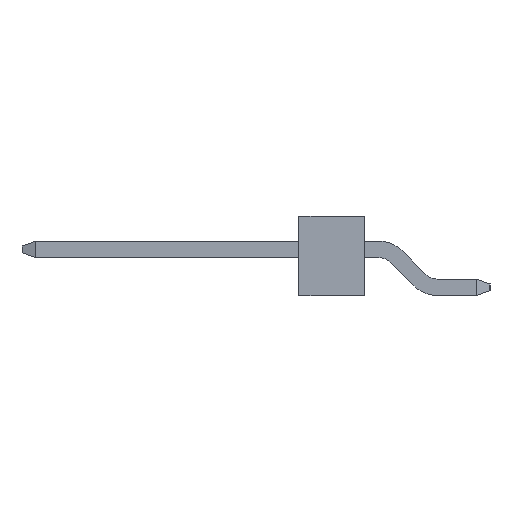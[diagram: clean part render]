
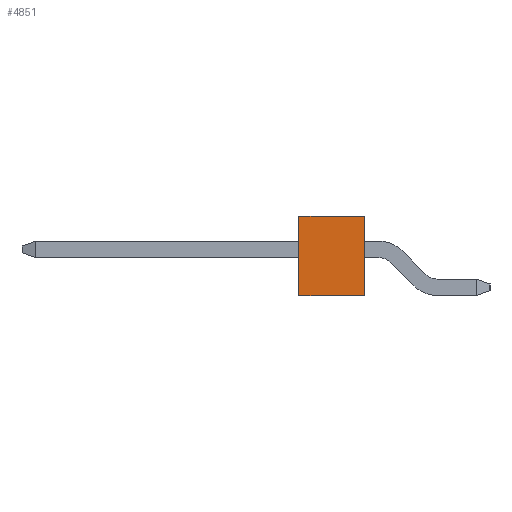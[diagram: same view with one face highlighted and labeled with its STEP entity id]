
A CAD part, left-side view. The second image highlights one B-rep face of the part: STEP entity #4851.
In plain terms, the highlighted face is planar.
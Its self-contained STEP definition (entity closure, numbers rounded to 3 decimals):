
#954 = VERTEX_POINT('',#955);
#955 = CARTESIAN_POINT('',(19.05,-1.524,-1.27));
#961 = EDGE_CURVE('',#962,#954,#964,.T.);
#962 = VERTEX_POINT('',#963);
#963 = CARTESIAN_POINT('',(19.05,-1.524,1.27));
#964 = LINE('',#965,#966);
#965 = CARTESIAN_POINT('',(19.05,-1.524,1.27));
#966 = VECTOR('',#967,1.);
#967 = DIRECTION('',(0.,0.,-1.));
#1651 = EDGE_CURVE('',#962,#1652,#1654,.T.);
#1652 = VERTEX_POINT('',#1653);
#1653 = CARTESIAN_POINT('',(19.05,1.524,1.27));
#1654 = LINE('',#1655,#1656);
#1655 = CARTESIAN_POINT('',(19.05,-1.524,1.27));
#1656 = VECTOR('',#1657,1.);
#1657 = DIRECTION('',(0.,1.,0.));
#3472 = VERTEX_POINT('',#3473);
#3473 = CARTESIAN_POINT('',(19.05,1.524,-1.27));
#3479 = EDGE_CURVE('',#954,#3472,#3480,.T.);
#3480 = LINE('',#3481,#3482);
#3481 = CARTESIAN_POINT('',(19.05,-1.524,-1.27));
#3482 = VECTOR('',#3483,1.);
#3483 = DIRECTION('',(0.,1.,0.));
#3808 = EDGE_CURVE('',#1652,#3472,#3809,.T.);
#3809 = LINE('',#3810,#3811);
#3810 = CARTESIAN_POINT('',(19.05,1.524,1.27));
#3811 = VECTOR('',#3812,1.);
#3812 = DIRECTION('',(0.,0.,-1.));
#4851 = ADVANCED_FACE('',(#4852),#4858,.F.);
#4852 = FACE_BOUND('',#4853,.T.);
#4853 = EDGE_LOOP('',(#4854,#4855,#4856,#4857));
#4854 = ORIENTED_EDGE('',*,*,#3479,.T.);
#4855 = ORIENTED_EDGE('',*,*,#3808,.F.);
#4856 = ORIENTED_EDGE('',*,*,#1651,.F.);
#4857 = ORIENTED_EDGE('',*,*,#961,.T.);
#4858 = PLANE('',#4859);
#4859 = AXIS2_PLACEMENT_3D('',#4860,#4861,#4862);
#4860 = CARTESIAN_POINT('',(19.05,-1.524,1.27));
#4861 = DIRECTION('',(-1.,0.,0.));
#4862 = DIRECTION('',(0.,0.,1.));
